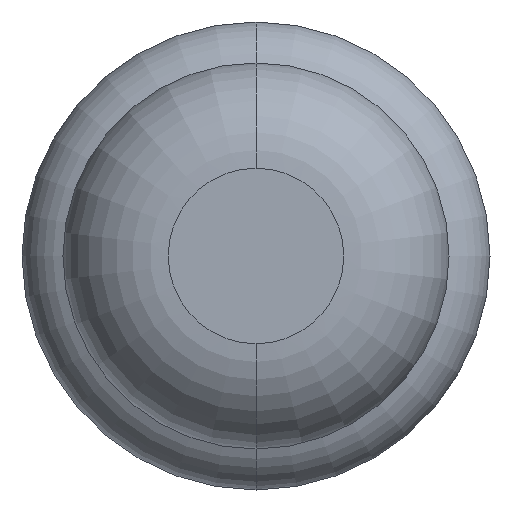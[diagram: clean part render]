
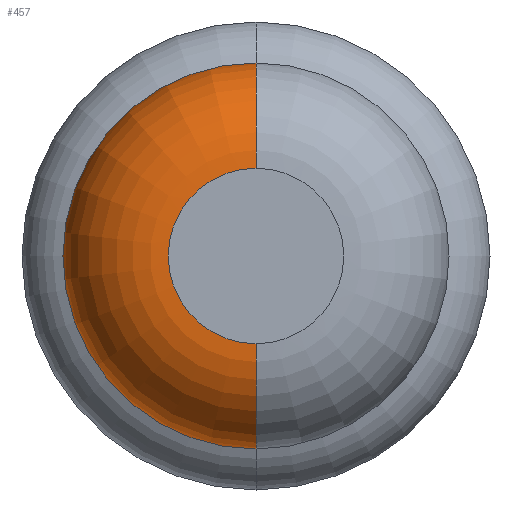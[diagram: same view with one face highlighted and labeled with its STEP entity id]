
A CAD part, front view. The second image highlights one B-rep face of the part: STEP entity #457.
In plain terms, the highlighted toroidal (fillet/blend) face has major radius 0.375 mm and minor radius 0.45 mm.
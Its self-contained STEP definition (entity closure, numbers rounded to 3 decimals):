
#105 = CARTESIAN_POINT ( 'NONE',  ( 0., -29.95, -0.375 ) ) ;
#386 = EDGE_CURVE ( 'Defeature ausgef�hrt1_8+Defeature ausgef�hrt1_7+Defeature ausgef�hrt1_7+Defeature ausgef�hrt1_7', #2631, #2474, #1010, .T. ) ;
#399 = DIRECTION ( 'NONE',  ( 0., 0., 1. ) ) ;
#402 = CARTESIAN_POINT ( 'NONE',  ( 0., -29.95, 0.825 ) ) ;
#407 = EDGE_LOOP ( 'NONE', ( #1717, #2788, #1384, #1915 ) ) ;
#457 = ADVANCED_FACE ( 'Defeature ausgef�hrt1_7', ( #1262 ), #3450, .T. ) ;
#458 = CARTESIAN_POINT ( 'NONE',  ( 0., -29.95, 0. ) ) ;
#522 = AXIS2_PLACEMENT_3D ( 'NONE', #2587, #2329, #399 ) ;
#704 = DIRECTION ( 'NONE',  ( 1., 0., 0. ) ) ;
#716 = AXIS2_PLACEMENT_3D ( 'NONE', #458, #3607, #1065 ) ;
#781 = VERTEX_POINT ( 'NONE', #1847 ) ;
#844 = DIRECTION ( 'NONE',  ( 0., 0., 1. ) ) ;
#1010 = CIRCLE ( 'NONE', #522, 0.825 ) ;
#1053 = DIRECTION ( 'NONE',  ( 0., 0., -1. ) ) ;
#1056 = CARTESIAN_POINT ( 'NONE',  ( 0., -30.4, 0. ) ) ;
#1065 = DIRECTION ( 'NONE',  ( 0., 0., 1. ) ) ;
#1262 = FACE_OUTER_BOUND ( 'NONE', #407, .T. ) ;
#1384 = ORIENTED_EDGE ( 'NONE', *, *, #3719, .T. ) ;
#1506 = CARTESIAN_POINT ( 'NONE',  ( 0., -30.4, -0.375 ) ) ;
#1717 = ORIENTED_EDGE ( 'NONE', *, *, #2457, .F. ) ;
#1765 = AXIS2_PLACEMENT_3D ( 'NONE', #3409, #2422, #844 ) ;
#1847 = CARTESIAN_POINT ( 'NONE',  ( 0., -30.4, 0.375 ) ) ;
#1903 = AXIS2_PLACEMENT_3D ( 'NONE', #1056, #2039, #2364 ) ;
#1915 = ORIENTED_EDGE ( 'NONE', *, *, #386, .F. ) ;
#2039 = DIRECTION ( 'NONE',  ( 0., 1., 0. ) ) ;
#2290 = CIRCLE ( 'NONE', #1765, 0.45 ) ;
#2329 = DIRECTION ( 'NONE',  ( 0., 1., 0. ) ) ;
#2364 = DIRECTION ( 'NONE',  ( 0., 0., 1. ) ) ;
#2422 = DIRECTION ( 'NONE',  ( -1., 0., 0. ) ) ;
#2457 = EDGE_CURVE ( 'NONE', #3700, #2631, #3103, .T. ) ;
#2474 = VERTEX_POINT ( 'NONE', #402 ) ;
#2587 = CARTESIAN_POINT ( 'NONE',  ( 0., -29.95, 0. ) ) ;
#2631 = VERTEX_POINT ( 'NONE', #3036 ) ;
#2788 = ORIENTED_EDGE ( 'NONE', *, *, #3016, .T. ) ;
#3016 = EDGE_CURVE ( 'Defeature ausgef�hrt1_7+Defeature ausgef�hrt1_6+Defeature ausgef�hrt1_6+Defeature ausgef�hrt1_6', #3700, #781, #3680, .T. ) ;
#3036 = CARTESIAN_POINT ( 'NONE',  ( 0., -29.95, -0.825 ) ) ;
#3103 = CIRCLE ( 'NONE', #3379, 0.45 ) ;
#3379 = AXIS2_PLACEMENT_3D ( 'NONE', #105, #704, #1053 ) ;
#3409 = CARTESIAN_POINT ( 'NONE',  ( 0., -29.95, 0.375 ) ) ;
#3450 = TOROIDAL_SURFACE ( 'NONE', #716, 0.375, 0.45 ) ;
#3607 = DIRECTION ( 'NONE',  ( 0., 1., 0. ) ) ;
#3680 = CIRCLE ( 'NONE', #1903, 0.375 ) ;
#3700 = VERTEX_POINT ( 'NONE', #1506 ) ;
#3719 = EDGE_CURVE ( 'NONE', #781, #2474, #2290, .T. ) ;
